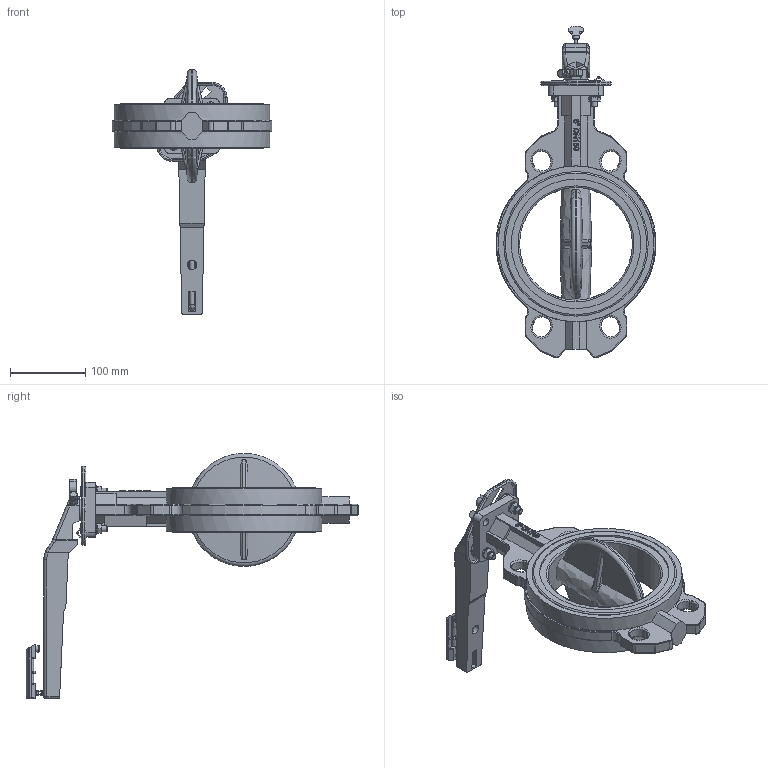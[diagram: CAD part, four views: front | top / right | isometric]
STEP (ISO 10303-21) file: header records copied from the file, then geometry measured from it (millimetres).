
FILE_DESCRIPTION((''),'2;1');
FILE_NAME('WA105340E150.stp','2012-05-11T02:24:31',('RL'),(''),'Autodesk Inventor 2012','Autodesk Inventor 2012','');
FILE_SCHEMA(('AUTOMOTIVE_DESIGN { 1 0 10303 214 1 1 1 1 }'));
Length unit declared in the file: millimetre
Products named in the file (1): WA105340E150
Bounding box: 212.32 x 441.06 x 325.5 mm (x, y, z)
Volume: 1847035.2 mm3; surface area: 331133.2 mm2
Topology: 14 solids, 14 shells, 888 faces, 2279 edges, 1439 vertices
Faces by surface type: plane 377, cylinder 256, torus 110, bspline 100, cone 43, sphere 2
Full cylindrical faces by diameter (mm): 4.2 x1, 4.917 x1, 6 x6, 6.647 x3, 8 x2, 8.5 x3, 8.88 x1, 10 x4, 11.63 x2, 12.5 x1, 23.002 x1, 28 x1, 32 x1, 36 x2, 150 x1, 172 x2, 192 x2, 207 x2
Entity records: 28844 total; most frequent: CARTESIAN_POINT 7836, ORIENTED_EDGE 4344, DIRECTION 4203, EDGE_CURVE 2172, AXIS2_PLACEMENT_3D 1560, VERTEX_POINT 1412, VECTOR 1083, LINE 1083
